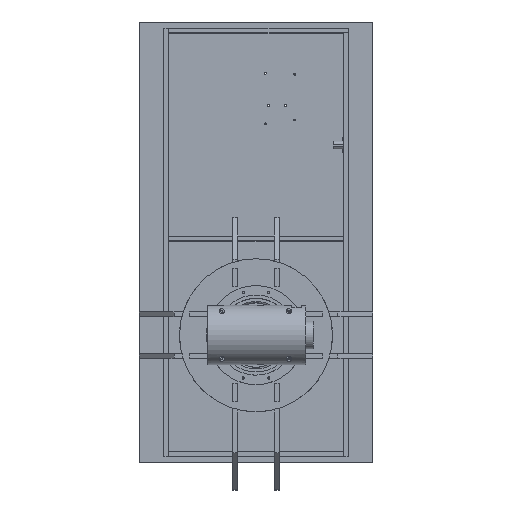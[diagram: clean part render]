
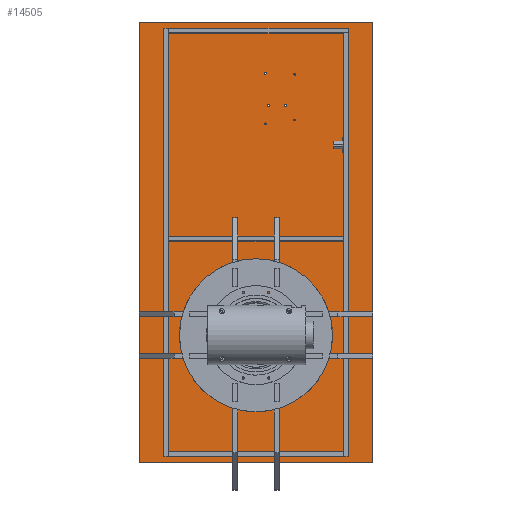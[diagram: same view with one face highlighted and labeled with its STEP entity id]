
A CAD part, top view. The second image highlights one B-rep face of the part: STEP entity #14505.
In plain terms, the highlighted planar face has unit normal (0, 0, 1).
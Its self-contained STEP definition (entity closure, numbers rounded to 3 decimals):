
#241=FACE_BOUND('',#1901,.T.);
#242=FACE_BOUND('',#1902,.T.);
#243=FACE_BOUND('',#1903,.T.);
#244=FACE_BOUND('',#1904,.T.);
#245=FACE_BOUND('',#1905,.T.);
#246=FACE_BOUND('',#1906,.T.);
#247=FACE_BOUND('',#1907,.T.);
#547=PLANE('',#15358);
#1115=FACE_OUTER_BOUND('',#1900,.T.);
#1900=EDGE_LOOP('',(#10145,#10146,#10147,#10148));
#1901=EDGE_LOOP('',(#10149));
#1902=EDGE_LOOP('',(#10150));
#1903=EDGE_LOOP('',(#10151));
#1904=EDGE_LOOP('',(#10152));
#1905=EDGE_LOOP('',(#10153));
#1906=EDGE_LOOP('',(#10154));
#1907=EDGE_LOOP('',(#10155,#10156,#10157,#10158));
#2981=LINE('',#20778,#4563);
#2984=LINE('',#20784,#4566);
#2987=LINE('',#20790,#4569);
#2990=LINE('',#20794,#4572);
#2991=LINE('',#20798,#4573);
#2995=LINE('',#20806,#4577);
#2998=LINE('',#20812,#4580);
#2999=LINE('',#20813,#4581);
#4563=VECTOR('',#16655,10.);
#4566=VECTOR('',#16660,10.);
#4569=VECTOR('',#16665,10.);
#4572=VECTOR('',#16670,10.);
#4573=VECTOR('',#16673,10.);
#4577=VECTOR('',#16679,10.);
#4580=VECTOR('',#16684,10.);
#4581=VECTOR('',#16685,10.);
#6137=CIRCLE('',#15335,1.588);
#6139=CIRCLE('',#15338,1.588);
#6141=CIRCLE('',#15341,1.588);
#6143=CIRCLE('',#15344,1.588);
#6145=CIRCLE('',#15347,1.588);
#6147=CIRCLE('',#15350,1.588);
#6597=VERTEX_POINT('',#20736);
#6599=VERTEX_POINT('',#20742);
#6601=VERTEX_POINT('',#20748);
#6603=VERTEX_POINT('',#20754);
#6605=VERTEX_POINT('',#20760);
#6607=VERTEX_POINT('',#20766);
#6611=VERTEX_POINT('',#20775);
#6612=VERTEX_POINT('',#20777);
#6614=VERTEX_POINT('',#20783);
#6616=VERTEX_POINT('',#20789);
#6617=VERTEX_POINT('',#20796);
#6618=VERTEX_POINT('',#20797);
#6621=VERTEX_POINT('',#20805);
#6623=VERTEX_POINT('',#20811);
#7996=EDGE_CURVE('',#6597,#6597,#6137,.T.);
#7999=EDGE_CURVE('',#6599,#6599,#6139,.T.);
#8002=EDGE_CURVE('',#6601,#6601,#6141,.T.);
#8005=EDGE_CURVE('',#6603,#6603,#6143,.T.);
#8008=EDGE_CURVE('',#6605,#6605,#6145,.T.);
#8011=EDGE_CURVE('',#6607,#6607,#6147,.T.);
#8016=EDGE_CURVE('',#6612,#6611,#2981,.T.);
#8019=EDGE_CURVE('',#6614,#6612,#2984,.T.);
#8022=EDGE_CURVE('',#6616,#6614,#2987,.T.);
#8025=EDGE_CURVE('',#6611,#6616,#2990,.T.);
#8026=EDGE_CURVE('',#6617,#6618,#2991,.T.);
#8030=EDGE_CURVE('',#6617,#6621,#2995,.T.);
#8033=EDGE_CURVE('',#6623,#6618,#2998,.T.);
#8034=EDGE_CURVE('',#6623,#6621,#2999,.T.);
#10145=ORIENTED_EDGE('',*,*,#8026,.T.);
#10146=ORIENTED_EDGE('',*,*,#8033,.F.);
#10147=ORIENTED_EDGE('',*,*,#8034,.T.);
#10148=ORIENTED_EDGE('',*,*,#8030,.F.);
#10149=ORIENTED_EDGE('',*,*,#7996,.T.);
#10150=ORIENTED_EDGE('',*,*,#7999,.T.);
#10151=ORIENTED_EDGE('',*,*,#8002,.T.);
#10152=ORIENTED_EDGE('',*,*,#8005,.T.);
#10153=ORIENTED_EDGE('',*,*,#8008,.T.);
#10154=ORIENTED_EDGE('',*,*,#8011,.T.);
#10155=ORIENTED_EDGE('',*,*,#8022,.T.);
#10156=ORIENTED_EDGE('',*,*,#8019,.T.);
#10157=ORIENTED_EDGE('',*,*,#8016,.T.);
#10158=ORIENTED_EDGE('',*,*,#8025,.T.);
#14505=ADVANCED_FACE('',(#1115,#241,#242,#243,#244,#245,#246,#247),#547,
 .T.);
#15335=AXIS2_PLACEMENT_3D('',#20737,#16611,#16612);
#15338=AXIS2_PLACEMENT_3D('',#20743,#16618,#16619);
#15341=AXIS2_PLACEMENT_3D('',#20749,#16625,#16626);
#15344=AXIS2_PLACEMENT_3D('',#20755,#16632,#16633);
#15347=AXIS2_PLACEMENT_3D('',#20761,#16639,#16640);
#15350=AXIS2_PLACEMENT_3D('',#20767,#16646,#16647);
#15358=AXIS2_PLACEMENT_3D('',#20810,#16682,#16683);
#16611=DIRECTION('center_axis',(0.,0.,-1.));
#16612=DIRECTION('ref_axis',(1.,0.,0.));
#16618=DIRECTION('center_axis',(0.,0.,-1.));
#16619=DIRECTION('ref_axis',(1.,0.,0.));
#16625=DIRECTION('center_axis',(0.,0.,-1.));
#16626=DIRECTION('ref_axis',(1.,0.,0.));
#16632=DIRECTION('center_axis',(0.,0.,-1.));
#16633=DIRECTION('ref_axis',(1.,0.,0.));
#16639=DIRECTION('center_axis',(0.,0.,-1.));
#16640=DIRECTION('ref_axis',(1.,0.,0.));
#16646=DIRECTION('center_axis',(0.,0.,-1.));
#16647=DIRECTION('ref_axis',(1.,0.,0.));
#16655=DIRECTION('',(0.,-1.,0.));
#16660=DIRECTION('',(1.,0.,0.));
#16665=DIRECTION('',(0.,1.,0.));
#16670=DIRECTION('',(-1.,0.,0.));
#16673=DIRECTION('',(0.,1.,0.));
#16679=DIRECTION('',(-1.,0.,0.));
#16682=DIRECTION('center_axis',(0.,0.,1.));
#16683=DIRECTION('ref_axis',(1.,0.,0.));
#16684=DIRECTION('',(1.,0.,0.));
#16685=DIRECTION('',(0.,-1.,0.));
#20736=CARTESIAN_POINT('',(94.754,476.03,4.));
#20737=CARTESIAN_POINT('Origin',(96.342,476.03,4.));
#20742=CARTESIAN_POINT('',(143.014,399.83,4.));
#20743=CARTESIAN_POINT('Origin',(144.602,399.83,4.));
#20748=CARTESIAN_POINT('',(127.774,423.96,4.));
#20749=CARTESIAN_POINT('Origin',(129.362,423.96,4.));
#20754=CARTESIAN_POINT('',(143.014,474.76,4.));
#20755=CARTESIAN_POINT('Origin',(144.602,474.76,4.));
#20760=CARTESIAN_POINT('',(94.754,393.48,4.));
#20761=CARTESIAN_POINT('Origin',(96.342,393.48,4.));
#20766=CARTESIAN_POINT('',(99.834,423.96,4.));
#20767=CARTESIAN_POINT('Origin',(101.422,423.96,4.));
#20775=CARTESIAN_POINT('',(111.,18.,4.));
#20777=CARTESIAN_POINT('',(111.,78.,4.));
#20778=CARTESIAN_POINT('',(111.,139.,4.));
#20783=CARTESIAN_POINT('',(51.001,78.,4.));
#20784=CARTESIAN_POINT('',(68.,78.,4.));
#20789=CARTESIAN_POINT('',(51.001,18.,4.));
#20790=CARTESIAN_POINT('',(51.001,109.,4.));
#20794=CARTESIAN_POINT('',(98.,18.,4.));
#20796=CARTESIAN_POINT('',(272.,-160.,4.));
#20797=CARTESIAN_POINT('',(272.,560.,4.));
#20798=CARTESIAN_POINT('',(272.,225.,4.));
#20805=CARTESIAN_POINT('',(-110.,-160.,4.));
#20806=CARTESIAN_POINT('',(270.,-160.,4.));
#20810=CARTESIAN_POINT('Origin',(85.,200.,4.));
#20811=CARTESIAN_POINT('',(-110.,560.,4.));
#20812=CARTESIAN_POINT('',(-100.,560.,4.));
#20813=CARTESIAN_POINT('',(-110.,-150.,4.));
